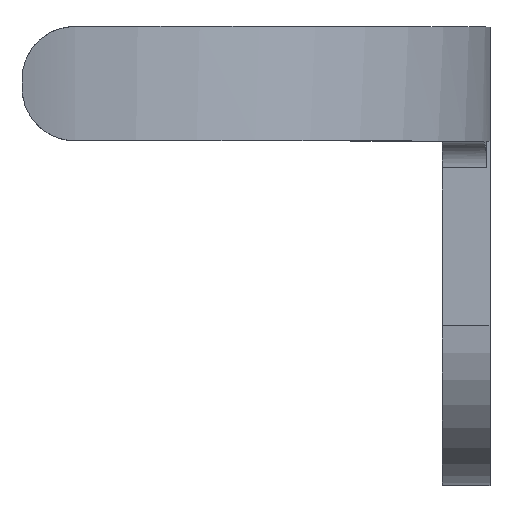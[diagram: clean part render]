
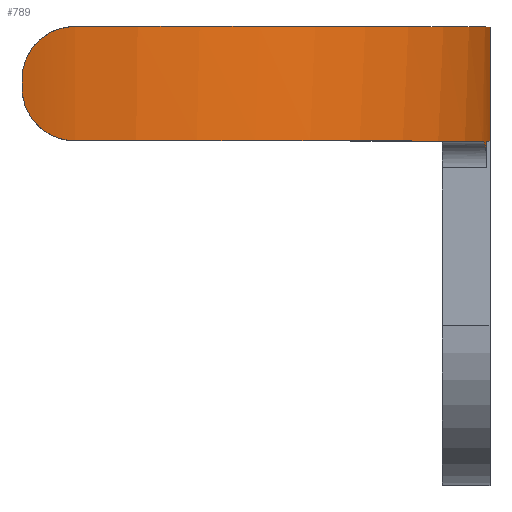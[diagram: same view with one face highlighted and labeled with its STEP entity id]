
A CAD part, top view. The second image highlights one B-rep face of the part: STEP entity #789.
In plain terms, the highlighted cylindrical face has radius 69.5 mm (diameter 139 mm), a partial arc.
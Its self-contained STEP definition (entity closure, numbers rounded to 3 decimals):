
#15=B_SPLINE_CURVE_WITH_KNOTS('',3,(#1223,#1224,#1225,#1226,#1227,#1228,
#1229,#1230,#1231,#1232),.UNSPECIFIED.,.F.,.F.,(4,2,2,2,4),(0.764,
0.956,1.147,1.335,1.524),
 .UNSPECIFIED.);
#22=B_SPLINE_CURVE_WITH_KNOTS('',3,(#1343,#1344,#1345,#1346,#1347,#1348,
#1349,#1350,#1351,#1352),.UNSPECIFIED.,.F.,.F.,(4,2,2,2,4),(-4.551,
-4.168,-3.785,-3.407,-3.03),
 .UNSPECIFIED.);
#23=B_SPLINE_CURVE_WITH_KNOTS('',3,(#1355,#1356,#1357,#1358,#1359,#1360,
#1361,#1362,#1363,#1364),.UNSPECIFIED.,.F.,.F.,(4,2,2,2,4),(-6.06,
-5.682,-5.305,-4.922,-4.539),
 .UNSPECIFIED.);
#29=CYLINDRICAL_SURFACE('',#857,69.5);
#62=CIRCLE('',#845,69.5);
#69=CIRCLE('',#858,69.5);
#70=CIRCLE('',#859,69.5);
#90=FACE_OUTER_BOUND('',#132,.T.);
#132=EDGE_LOOP('',(#612,#613,#614,#615,#616,#617,#618,#619,#620));
#186=LINE('',#1200,#262);
#205=LINE('',#1335,#281);
#208=LINE('',#1354,#284);
#262=VECTOR('',#956,10.);
#281=VECTOR('',#1013,10.);
#284=VECTOR('',#1022,10.);
#346=VERTEX_POINT('',#1197);
#347=VERTEX_POINT('',#1199);
#357=VERTEX_POINT('',#1221);
#358=VERTEX_POINT('',#1222);
#359=VERTEX_POINT('',#1236);
#378=VERTEX_POINT('',#1334);
#379=VERTEX_POINT('',#1340);
#380=VERTEX_POINT('',#1342);
#381=VERTEX_POINT('',#1353);
#430=EDGE_CURVE('',#347,#346,#186,.T.);
#441=EDGE_CURVE('',#357,#358,#15,.F.);
#444=EDGE_CURVE('',#359,#358,#62,.F.);
#468=EDGE_CURVE('',#357,#378,#205,.T.);
#471=EDGE_CURVE('',#378,#347,#69,.F.);
#472=EDGE_CURVE('',#346,#379,#70,.T.);
#473=EDGE_CURVE('',#379,#380,#22,.T.);
#474=EDGE_CURVE('',#381,#380,#208,.T.);
#475=EDGE_CURVE('',#381,#359,#23,.T.);
#612=ORIENTED_EDGE('',*,*,#444,.T.);
#613=ORIENTED_EDGE('',*,*,#441,.F.);
#614=ORIENTED_EDGE('',*,*,#468,.T.);
#615=ORIENTED_EDGE('',*,*,#471,.T.);
#616=ORIENTED_EDGE('',*,*,#430,.T.);
#617=ORIENTED_EDGE('',*,*,#472,.T.);
#618=ORIENTED_EDGE('',*,*,#473,.T.);
#619=ORIENTED_EDGE('',*,*,#474,.F.);
#620=ORIENTED_EDGE('',*,*,#475,.T.);
#789=ADVANCED_FACE('',(#90),#29,.T.);
#845=AXIS2_PLACEMENT_3D('',#1237,#978,#979);
#857=AXIS2_PLACEMENT_3D('',#1338,#1016,#1017);
#858=AXIS2_PLACEMENT_3D('',#1339,#1018,#1019);
#859=AXIS2_PLACEMENT_3D('',#1341,#1020,#1021);
#956=DIRECTION('',(0.,1.,0.));
#978=DIRECTION('center_axis',(0.,-1.,0.));
#979=DIRECTION('ref_axis',(1.,0.,0.));
#1013=DIRECTION('',(0.,1.,0.));
#1016=DIRECTION('center_axis',(0.,-1.,0.));
#1017=DIRECTION('ref_axis',(1.,0.,0.));
#1018=DIRECTION('center_axis',(0.,-1.,0.));
#1019=DIRECTION('ref_axis',(1.,0.,0.));
#1020=DIRECTION('center_axis',(0.,-1.,0.));
#1021=DIRECTION('ref_axis',(1.,0.,0.));
#1022=DIRECTION('',(0.,1.,0.));
#1197=CARTESIAN_POINT('',(149.885,20.982,42.054));
#1199=CARTESIAN_POINT('',(149.885,-0.518,42.054));
#1200=CARTESIAN_POINT('',(149.885,-6.382,42.054));
#1221=CARTESIAN_POINT('',(149.284,-5.518,51.174));
#1222=CARTESIAN_POINT('',(148.435,-0.518,56.174));
#1223=CARTESIAN_POINT('Ctrl Pts',(148.435,-0.518,56.174));
#1224=CARTESIAN_POINT('Ctrl Pts',(148.565,-0.518,55.548));
#1225=CARTESIAN_POINT('Ctrl Pts',(148.694,-0.642,54.879));
#1226=CARTESIAN_POINT('Ctrl Pts',(148.914,-1.154,53.643));
#1227=CARTESIAN_POINT('Ctrl Pts',(149.006,-1.542,53.076));
#1228=CARTESIAN_POINT('Ctrl Pts',(149.143,-2.433,52.189));
#1229=CARTESIAN_POINT('Ctrl Pts',(149.197,-2.994,51.807));
#1230=CARTESIAN_POINT('Ctrl Pts',(149.267,-4.222,51.299));
#1231=CARTESIAN_POINT('Ctrl Pts',(149.284,-4.891,51.174));
#1232=CARTESIAN_POINT('Ctrl Pts',(149.284,-5.518,51.174));
#1236=CARTESIAN_POINT('',(71.867,-0.518,111.03));
#1237=CARTESIAN_POINT('Origin',(80.385,-0.518,42.054));
#1334=CARTESIAN_POINT('',(149.284,-0.518,51.174));
#1335=CARTESIAN_POINT('',(149.284,-6.382,51.174));
#1338=CARTESIAN_POINT('Origin',(80.385,-6.382,42.054));
#1339=CARTESIAN_POINT('Origin',(80.385,-0.518,42.054));
#1340=CARTESIAN_POINT('',(71.867,20.982,111.03));
#1341=CARTESIAN_POINT('Origin',(80.385,20.982,42.054));
#1342=CARTESIAN_POINT('',(61.867,10.982,109.042));
#1343=CARTESIAN_POINT('Ctrl Pts',(71.867,20.982,111.03));
#1344=CARTESIAN_POINT('Ctrl Pts',(70.6,20.982,110.874));
#1345=CARTESIAN_POINT('Ctrl Pts',(69.254,20.727,110.669));
#1346=CARTESIAN_POINT('Ctrl Pts',(66.785,19.698,110.222));
#1347=CARTESIAN_POINT('Ctrl Pts',(65.66,18.924,109.983));
#1348=CARTESIAN_POINT('Ctrl Pts',(63.897,17.149,109.576));
#1349=CARTESIAN_POINT('Ctrl Pts',(63.134,16.033,109.381));
#1350=CARTESIAN_POINT('Ctrl Pts',(62.119,13.579,109.113));
#1351=CARTESIAN_POINT('Ctrl Pts',(61.867,12.24,109.042));
#1352=CARTESIAN_POINT('Ctrl Pts',(61.867,10.982,109.042));
#1353=CARTESIAN_POINT('',(61.867,9.482,109.042));
#1354=CARTESIAN_POINT('',(61.867,-6.382,109.042));
#1355=CARTESIAN_POINT('Ctrl Pts',(61.867,9.482,109.042));
#1356=CARTESIAN_POINT('Ctrl Pts',(61.867,8.224,109.042));
#1357=CARTESIAN_POINT('Ctrl Pts',(62.119,6.886,109.113));
#1358=CARTESIAN_POINT('Ctrl Pts',(63.134,4.432,109.381));
#1359=CARTESIAN_POINT('Ctrl Pts',(63.897,3.315,109.576));
#1360=CARTESIAN_POINT('Ctrl Pts',(65.66,1.541,109.983));
#1361=CARTESIAN_POINT('Ctrl Pts',(66.785,0.767,110.222));
#1362=CARTESIAN_POINT('Ctrl Pts',(69.254,-0.263,110.669));
#1363=CARTESIAN_POINT('Ctrl Pts',(70.6,-0.518,110.874));
#1364=CARTESIAN_POINT('Ctrl Pts',(71.867,-0.518,111.03));
